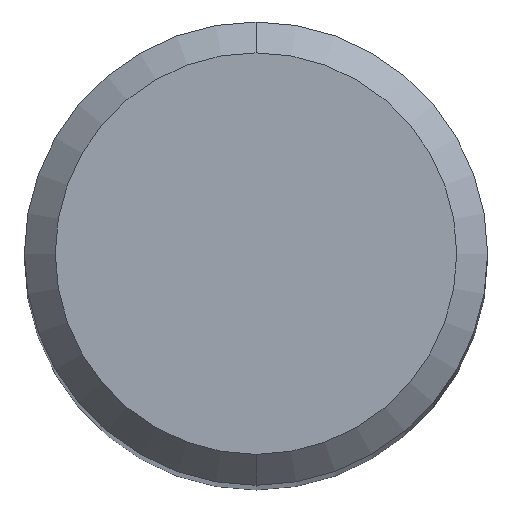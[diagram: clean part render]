
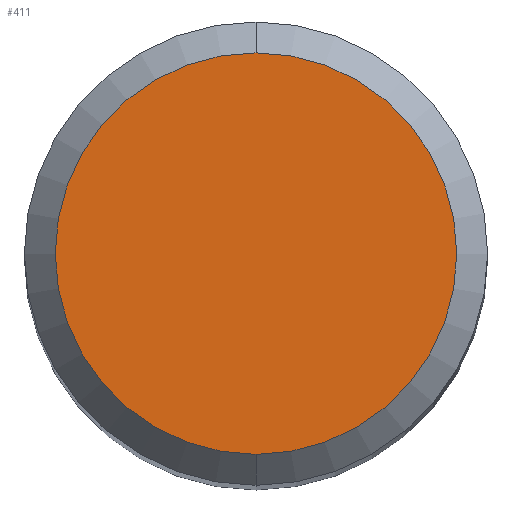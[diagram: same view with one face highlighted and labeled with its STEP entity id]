
A CAD part, top view. The second image highlights one B-rep face of the part: STEP entity #411.
In plain terms, the highlighted planar face has unit normal (0, 0, 1).
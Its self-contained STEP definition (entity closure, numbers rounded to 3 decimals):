
#193=VERTEX_POINT('',#485);
#299=VERTEX_POINT('',#602);
#379=EDGE_CURVE('',#299,#193,#689,.T.);
#387=EDGE_CURVE('',#193,#299,#698,.T.);
#411=ADVANCED_FACE('',(#726),#727,.T.);
#485=CARTESIAN_POINT('',(0.,-2.6,0.0));
#602=CARTESIAN_POINT('',(0.0,2.6,0.0));
#689=CIRCLE('',#1266,2.6);
#698=CIRCLE('',#1275,2.6);
#726=FACE_OUTER_BOUND('',#1336,.T.);
#727=PLANE('',#1337);
#1266=AXIS2_PLACEMENT_3D('',#1600,#1601,#1602);
#1275=AXIS2_PLACEMENT_3D('',#1620,#1621,#1622);
#1336=EDGE_LOOP('',(#1670,#1671));
#1337=AXIS2_PLACEMENT_3D('',#1672,#1673,#1674);
#1600=CARTESIAN_POINT('',(0.0,0.0,0.0));
#1601=DIRECTION('',(0.0,0.0,-1.0));
#1602=DIRECTION('',(0.0,1.0,0.0));
#1620=CARTESIAN_POINT('',(0.0,0.0,0.0));
#1621=DIRECTION('',(0.0,0.0,-1.0));
#1622=DIRECTION('',(0.0,1.0,0.0));
#1670=ORIENTED_EDGE('',*,*,#379,.F.);
#1671=ORIENTED_EDGE('',*,*,#387,.F.);
#1672=CARTESIAN_POINT('',(0.0,1.3,0.0));
#1673=DIRECTION('',(-0.0,0.0,1.0));
#1674=DIRECTION('',(0.0,-1.0,0.0));
